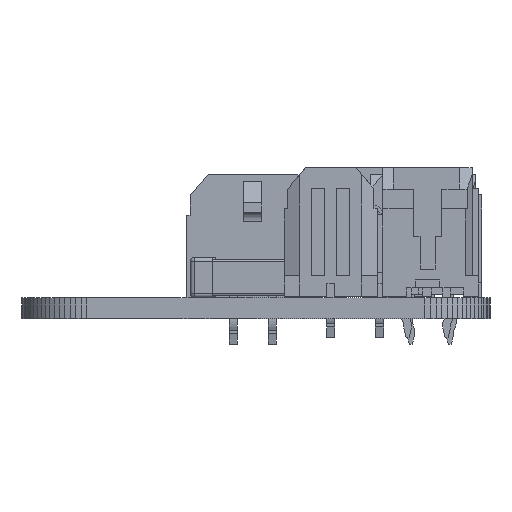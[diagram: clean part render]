
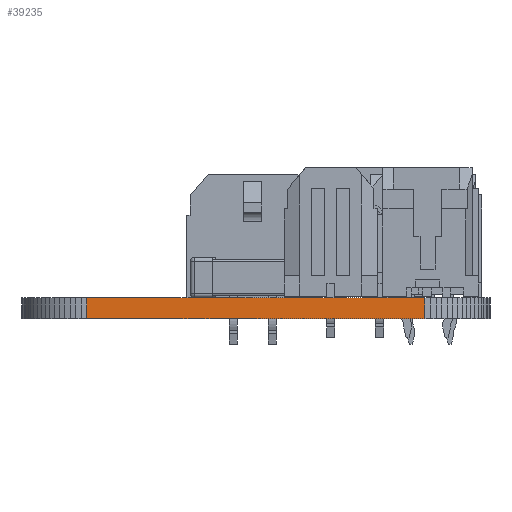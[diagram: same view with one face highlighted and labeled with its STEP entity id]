
A CAD part, left-side view. The second image highlights one B-rep face of the part: STEP entity #39235.
In plain terms, the highlighted planar face has unit normal (-1, 0, 0).
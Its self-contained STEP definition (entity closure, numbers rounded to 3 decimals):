
#32386 = PLANE('',#32387);
#32387 = AXIS2_PLACEMENT_3D('',#32388,#32389,#32390);
#32388 = CARTESIAN_POINT('',(121.5,-90.25,1.6));
#32389 = DIRECTION('',(-0.,-0.,-1.));
#32390 = DIRECTION('',(-1.,0.,0.));
#32440 = PLANE('',#32441);
#32441 = AXIS2_PLACEMENT_3D('',#32442,#32443,#32444);
#32442 = CARTESIAN_POINT('',(121.5,-90.25,0.));
#32443 = DIRECTION('',(-0.,-0.,-1.));
#32444 = DIRECTION('',(-1.,0.,0.));
#34061 = VERTEX_POINT('',#34062);
#34062 = CARTESIAN_POINT('',(90.5,-103.25,0.));
#34076 = PLANE('',#34077);
#34077 = AXIS2_PLACEMENT_3D('',#34078,#34079,#34080);
#34078 = CARTESIAN_POINT('',(90.519,-103.686,0.));
#34079 = DIRECTION('',(-0.999,-0.044,0.));
#34080 = DIRECTION('',(-0.044,0.999,0.));
#34088 = EDGE_CURVE('',#34061,#34089,#34091,.T.);
#34089 = VERTEX_POINT('',#34090);
#34090 = CARTESIAN_POINT('',(90.5,-77.25,0.));
#34091 = SURFACE_CURVE('',#34092,(#34096,#34103),.PCURVE_S1.);
#34092 = LINE('',#34093,#34094);
#34093 = CARTESIAN_POINT('',(90.5,-103.25,0.));
#34094 = VECTOR('',#34095,1.);
#34095 = DIRECTION('',(0.,1.,0.));
#34096 = PCURVE('',#32440,#34097);
#34097 = DEFINITIONAL_REPRESENTATION('',(#34098),#34102);
#34098 = LINE('',#34099,#34100);
#34099 = CARTESIAN_POINT('',(31.,-13.));
#34100 = VECTOR('',#34101,1.);
#34101 = DIRECTION('',(0.,1.));
#34102 = ( GEOMETRIC_REPRESENTATION_CONTEXT(2) 
PARAMETRIC_REPRESENTATION_CONTEXT() REPRESENTATION_CONTEXT('2D SPACE',''
  ) );
#34103 = PCURVE('',#34104,#34109);
#34104 = PLANE('',#34105);
#34105 = AXIS2_PLACEMENT_3D('',#34106,#34107,#34108);
#34106 = CARTESIAN_POINT('',(90.5,-103.25,0.));
#34107 = DIRECTION('',(-1.,0.,0.));
#34108 = DIRECTION('',(0.,1.,0.));
#34109 = DEFINITIONAL_REPRESENTATION('',(#34110),#34114);
#34110 = LINE('',#34111,#34112);
#34111 = CARTESIAN_POINT('',(0.,0.));
#34112 = VECTOR('',#34113,1.);
#34113 = DIRECTION('',(1.,0.));
#34114 = ( GEOMETRIC_REPRESENTATION_CONTEXT(2) 
PARAMETRIC_REPRESENTATION_CONTEXT() REPRESENTATION_CONTEXT('2D SPACE',''
  ) );
#34132 = PLANE('',#34133);
#34133 = AXIS2_PLACEMENT_3D('',#34134,#34135,#34136);
#34134 = CARTESIAN_POINT('',(90.5,-77.25,0.));
#34135 = DIRECTION('',(-0.999,0.044,0.));
#34136 = DIRECTION('',(0.044,0.999,0.));
#36859 = VERTEX_POINT('',#36860);
#36860 = CARTESIAN_POINT('',(90.5,-103.25,1.6));
#36881 = EDGE_CURVE('',#36859,#36882,#36884,.T.);
#36882 = VERTEX_POINT('',#36883);
#36883 = CARTESIAN_POINT('',(90.5,-77.25,1.6));
#36884 = SURFACE_CURVE('',#36885,(#36889,#36896),.PCURVE_S1.);
#36885 = LINE('',#36886,#36887);
#36886 = CARTESIAN_POINT('',(90.5,-103.25,1.6));
#36887 = VECTOR('',#36888,1.);
#36888 = DIRECTION('',(0.,1.,0.));
#36889 = PCURVE('',#32386,#36890);
#36890 = DEFINITIONAL_REPRESENTATION('',(#36891),#36895);
#36891 = LINE('',#36892,#36893);
#36892 = CARTESIAN_POINT('',(31.,-13.));
#36893 = VECTOR('',#36894,1.);
#36894 = DIRECTION('',(0.,1.));
#36895 = ( GEOMETRIC_REPRESENTATION_CONTEXT(2) 
PARAMETRIC_REPRESENTATION_CONTEXT() REPRESENTATION_CONTEXT('2D SPACE',''
  ) );
#36896 = PCURVE('',#34104,#36897);
#36897 = DEFINITIONAL_REPRESENTATION('',(#36898),#36902);
#36898 = LINE('',#36899,#36900);
#36899 = CARTESIAN_POINT('',(0.,-1.6));
#36900 = VECTOR('',#36901,1.);
#36901 = DIRECTION('',(1.,0.));
#36902 = ( GEOMETRIC_REPRESENTATION_CONTEXT(2) 
PARAMETRIC_REPRESENTATION_CONTEXT() REPRESENTATION_CONTEXT('2D SPACE',''
  ) );
#39185 = EDGE_CURVE('',#34089,#36882,#39186,.T.);
#39186 = SURFACE_CURVE('',#39187,(#39191,#39198),.PCURVE_S1.);
#39187 = LINE('',#39188,#39189);
#39188 = CARTESIAN_POINT('',(90.5,-77.25,0.));
#39189 = VECTOR('',#39190,1.);
#39190 = DIRECTION('',(0.,0.,1.));
#39191 = PCURVE('',#34132,#39192);
#39192 = DEFINITIONAL_REPRESENTATION('',(#39193),#39197);
#39193 = LINE('',#39194,#39195);
#39194 = CARTESIAN_POINT('',(0.,0.));
#39195 = VECTOR('',#39196,1.);
#39196 = DIRECTION('',(0.,-1.));
#39197 = ( GEOMETRIC_REPRESENTATION_CONTEXT(2) 
PARAMETRIC_REPRESENTATION_CONTEXT() REPRESENTATION_CONTEXT('2D SPACE',''
  ) );
#39198 = PCURVE('',#34104,#39199);
#39199 = DEFINITIONAL_REPRESENTATION('',(#39200),#39204);
#39200 = LINE('',#39201,#39202);
#39201 = CARTESIAN_POINT('',(26.,0.));
#39202 = VECTOR('',#39203,1.);
#39203 = DIRECTION('',(0.,-1.));
#39204 = ( GEOMETRIC_REPRESENTATION_CONTEXT(2) 
PARAMETRIC_REPRESENTATION_CONTEXT() REPRESENTATION_CONTEXT('2D SPACE',''
  ) );
#39235 = ADVANCED_FACE('',(#39236),#34104,.T.);
#39236 = FACE_BOUND('',#39237,.T.);
#39237 = EDGE_LOOP('',(#39238,#39259,#39260,#39261));
#39238 = ORIENTED_EDGE('',*,*,#39239,.T.);
#39239 = EDGE_CURVE('',#34061,#36859,#39240,.T.);
#39240 = SURFACE_CURVE('',#39241,(#39245,#39252),.PCURVE_S1.);
#39241 = LINE('',#39242,#39243);
#39242 = CARTESIAN_POINT('',(90.5,-103.25,0.));
#39243 = VECTOR('',#39244,1.);
#39244 = DIRECTION('',(0.,0.,1.));
#39245 = PCURVE('',#34104,#39246);
#39246 = DEFINITIONAL_REPRESENTATION('',(#39247),#39251);
#39247 = LINE('',#39248,#39249);
#39248 = CARTESIAN_POINT('',(0.,0.));
#39249 = VECTOR('',#39250,1.);
#39250 = DIRECTION('',(0.,-1.));
#39251 = ( GEOMETRIC_REPRESENTATION_CONTEXT(2) 
PARAMETRIC_REPRESENTATION_CONTEXT() REPRESENTATION_CONTEXT('2D SPACE',''
  ) );
#39252 = PCURVE('',#34076,#39253);
#39253 = DEFINITIONAL_REPRESENTATION('',(#39254),#39258);
#39254 = LINE('',#39255,#39256);
#39255 = CARTESIAN_POINT('',(0.436,0.));
#39256 = VECTOR('',#39257,1.);
#39257 = DIRECTION('',(0.,-1.));
#39258 = ( GEOMETRIC_REPRESENTATION_CONTEXT(2) 
PARAMETRIC_REPRESENTATION_CONTEXT() REPRESENTATION_CONTEXT('2D SPACE',''
  ) );
#39259 = ORIENTED_EDGE('',*,*,#36881,.T.);
#39260 = ORIENTED_EDGE('',*,*,#39185,.F.);
#39261 = ORIENTED_EDGE('',*,*,#34088,.F.);
